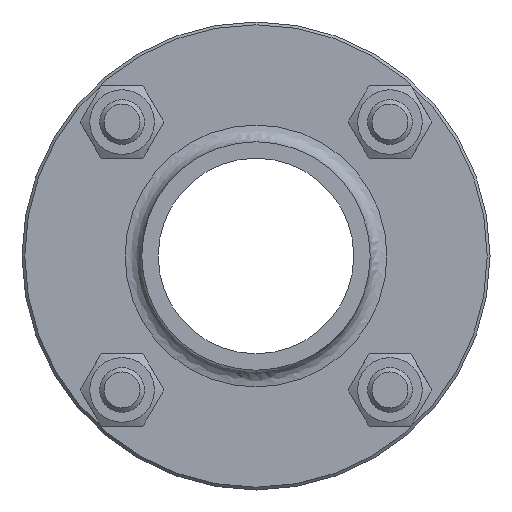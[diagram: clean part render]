
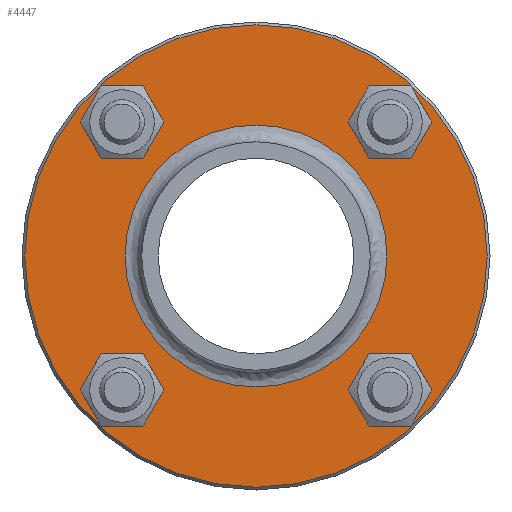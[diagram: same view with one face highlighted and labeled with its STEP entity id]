
A CAD part, left-side view. The second image highlights one B-rep face of the part: STEP entity #4447.
In plain terms, the highlighted planar face has unit normal (-1, 0, 0).
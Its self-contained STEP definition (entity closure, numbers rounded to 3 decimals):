
#330=CARTESIAN_POINT('',(-10.0,18.242,-24.042));
#331=VERTEX_POINT('',#330);
#332=CARTESIAN_POINT('',(-10.,24.042,-24.042));
#333=DIRECTION('',(1.0,0.0,0.0));
#334=DIRECTION('',(0.0,-1.0,0.0));
#335=AXIS2_PLACEMENT_3D('',#332,#333,#334);
#336=CIRCLE('',#335,5.8);
#337=EDGE_CURVE('',#331,#331,#336,.T.);
#738=CARTESIAN_POINT('',(-10.0,-29.842,24.042));
#739=VERTEX_POINT('',#738);
#740=CARTESIAN_POINT('',(-10.,-24.042,24.042));
#741=DIRECTION('',(1.0,0.0,0.0));
#742=DIRECTION('',(0.0,-1.0,0.0));
#743=AXIS2_PLACEMENT_3D('',#740,#741,#742);
#744=CIRCLE('',#743,5.8);
#745=EDGE_CURVE('',#739,#739,#744,.T.);
#1146=CARTESIAN_POINT('',(-10.0,-29.842,-24.042));
#1147=VERTEX_POINT('',#1146);
#1148=CARTESIAN_POINT('',(-10.,-24.042,-24.042));
#1149=DIRECTION('',(1.0,0.0,0.0));
#1150=DIRECTION('',(0.0,-1.0,0.0));
#1151=AXIS2_PLACEMENT_3D('',#1148,#1149,#1150);
#1152=CIRCLE('',#1151,5.8);
#1153=EDGE_CURVE('',#1147,#1147,#1152,.T.);
#1554=CARTESIAN_POINT('',(-10.0,18.242,24.042));
#1555=VERTEX_POINT('',#1554);
#1556=CARTESIAN_POINT('',(-10.,24.042,24.042));
#1557=DIRECTION('',(1.0,0.0,0.0));
#1558=DIRECTION('',(0.0,-1.0,0.0));
#1559=AXIS2_PLACEMENT_3D('',#1556,#1557,#1558);
#1560=CIRCLE('',#1559,5.8);
#1561=EDGE_CURVE('',#1555,#1555,#1560,.T.);
#4401=CARTESIAN_POINT('',(-10.,23.5,0.0));
#4402=VERTEX_POINT('',#4401);
#4403=CARTESIAN_POINT('',(-10.,0.0,0.0));
#4404=DIRECTION('',(1.0,0.0,0.0));
#4405=DIRECTION('',(0.0,1.0,0.0));
#4406=AXIS2_PLACEMENT_3D('',#4403,#4404,#4405);
#4407=CIRCLE('',#4406,23.5);
#4408=EDGE_CURVE('',#4402,#4402,#4407,.T.);
#4416=CARTESIAN_POINT('',(-10.,32.5,0.0));
#4417=DIRECTION('',(-1.0,0.0,0.0));
#4418=DIRECTION('',(0.0,0.0,1.0));
#4419=AXIS2_PLACEMENT_3D('',#4416,#4417,#4418);
#4420=PLANE('',#4419);
#4421=CARTESIAN_POINT('',(-10.,41.5,0.0));
#4422=VERTEX_POINT('',#4421);
#4423=CARTESIAN_POINT('',(-10.,0.0,0.0));
#4424=DIRECTION('',(1.0,0.0,0.0));
#4425=DIRECTION('',(0.0,1.0,0.0));
#4426=AXIS2_PLACEMENT_3D('',#4423,#4424,#4425);
#4427=CIRCLE('',#4426,41.5);
#4428=EDGE_CURVE('',#4422,#4422,#4427,.T.);
#4429=ORIENTED_EDGE('',*,*,#4428,.F.);
#4430=EDGE_LOOP('',(#4429));
#4431=FACE_OUTER_BOUND('',#4430,.T.);
#4432=ORIENTED_EDGE('',*,*,#337,.T.);
#4433=EDGE_LOOP('',(#4432));
#4434=FACE_BOUND('',#4433,.T.);
#4435=ORIENTED_EDGE('',*,*,#745,.T.);
#4436=EDGE_LOOP('',(#4435));
#4437=FACE_BOUND('',#4436,.T.);
#4438=ORIENTED_EDGE('',*,*,#1153,.T.);
#4439=EDGE_LOOP('',(#4438));
#4440=FACE_BOUND('',#4439,.T.);
#4441=ORIENTED_EDGE('',*,*,#1561,.T.);
#4442=EDGE_LOOP('',(#4441));
#4443=FACE_BOUND('',#4442,.T.);
#4444=ORIENTED_EDGE('',*,*,#4408,.T.);
#4445=EDGE_LOOP('',(#4444));
#4446=FACE_BOUND('',#4445,.T.);
#4447=ADVANCED_FACE('',(#4431,#4434,#4437,#4440,#4443,#4446),#4420,.T.);
